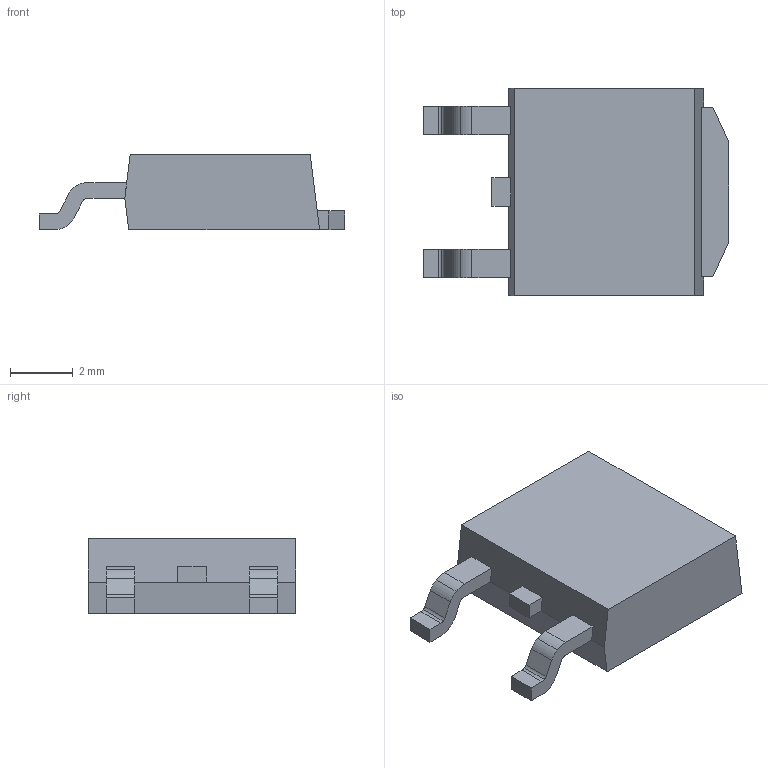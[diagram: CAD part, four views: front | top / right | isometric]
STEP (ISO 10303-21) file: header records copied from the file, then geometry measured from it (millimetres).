
FILE_DESCRIPTION((''),'2;1');
FILE_NAME('TO228P972X240-3N-R540X510.stp','2009-09-22T09:08:21',(''),(''),'Mechanical Desktop 2006','Mechanical Desktop 2006',', , ');
FILE_SCHEMA(('AUTOMOTIVE_DESIGN { 1 2 10303 214 0 1 1 1 }'));
Length unit declared in the file: millimetre
Products named in the file (1): Product
Bounding box: 9.72 x 6.6 x 2.4 mm (x, y, z)
Volume: 100.2 mm3; surface area: 227 mm2
Topology: 5 solids, 5 shells, 69 faces, 177 edges, 118 vertices
Faces by surface type: plane 53, cylinder 16
Entity records: 2131 total; most frequent: CARTESIAN_POINT 365, ORIENTED_EDGE 354, DIRECTION 349, EDGE_CURVE 177, VECTOR 145, LINE 145, VERTEX_POINT 118, AXIS2_PLACEMENT_3D 102
